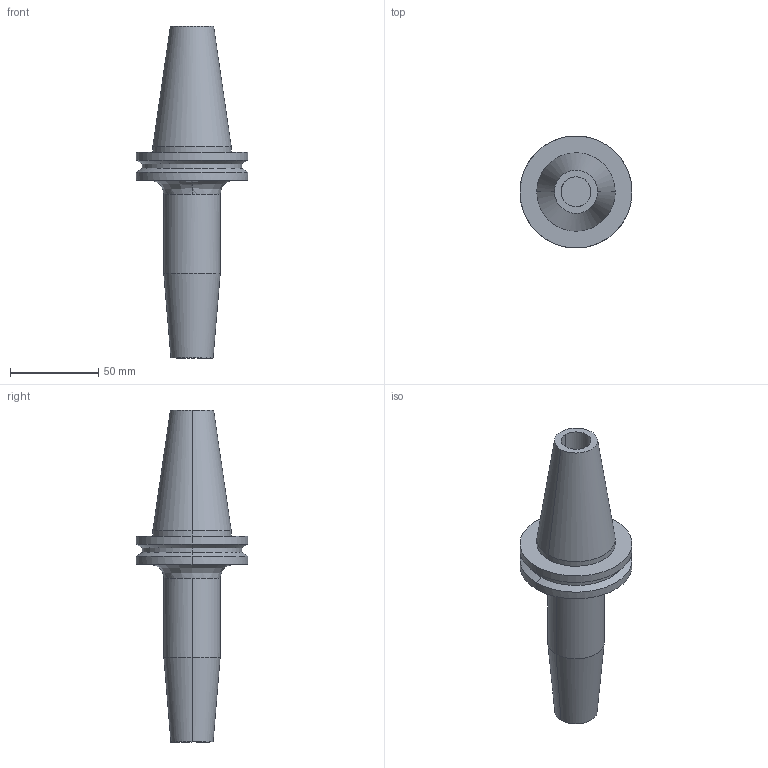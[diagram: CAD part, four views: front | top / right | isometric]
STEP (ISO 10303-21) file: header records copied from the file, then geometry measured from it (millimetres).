
FILE_DESCRIPTION(/* description */ (''),/* implementation_level */ '2;1');
FILE_NAME(/* name */ 'CA59B4~1',/* time_stamp */ '2017-06-26T18:49:01+02:00',/* author */ (''),/* organization */ (''),/* preprocessor_version */ 'ST-DEVELOPER v15',/* originating_system */ '',/* authorisation */ '');
FILE_SCHEMA (('AUTOMOTIVE_DESIGN'));
Length unit declared in the file: millimetre
Products named in the file (1): Document
Bounding box: 63.55 x 63.48 x 188.4 mm (x, y, z)
Volume: 179358.4 mm3; surface area: 29494.3 mm2
Topology: 1 solids, 1 shells, 30 faces, 62 edges, 38 vertices
Faces by surface type: bspline 24, plane 6
Entity records: 967 total; most frequent: CARTESIAN_POINT 580, ORIENTED_EDGE 124, EDGE_CURVE 62, VERTEX_POINT 38, EDGE_LOOP 34, ADVANCED_FACE 30, FACE_OUTER_BOUND 30, B_SPLINE_CURVE_WITH_KNOTS 22
